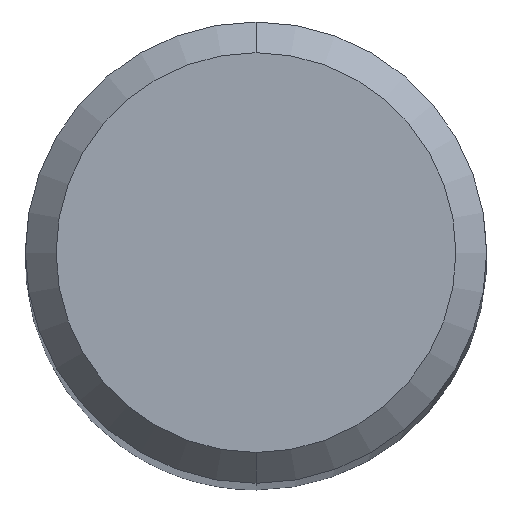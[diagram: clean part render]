
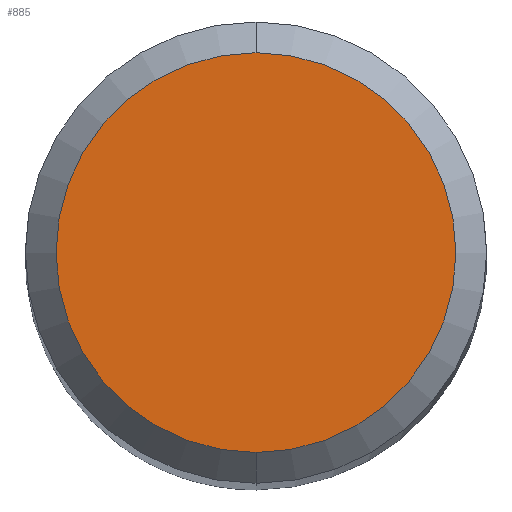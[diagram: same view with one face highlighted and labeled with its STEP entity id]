
A CAD part, top view. The second image highlights one B-rep face of the part: STEP entity #885.
In plain terms, the highlighted planar face has unit normal (0, 0, 1).
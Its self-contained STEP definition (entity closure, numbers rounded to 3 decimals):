
#593=VERTEX_POINT('',#1293);
#663=EDGE_CURVE('',#967,#593,#1370,.T.);
#755=EDGE_CURVE('',#593,#967,#1473,.T.);
#885=ADVANCED_FACE('',(#1613),#1614,.T.);
#967=VERTEX_POINT('',#1704);
#1293=CARTESIAN_POINT('',(0.,-2.6,0.0));
#1370=CIRCLE('',#4779,2.6);
#1473=CIRCLE('',#7057,2.6);
#1613=FACE_OUTER_BOUND('',#9615,.T.);
#1614=PLANE('',#9616);
#1704=CARTESIAN_POINT('',(0.0,2.6,0.0));
#4779=AXIS2_PLACEMENT_3D('',#12016,#12017,#12018);
#7057=AXIS2_PLACEMENT_3D('',#12137,#12138,#12139);
#9615=EDGE_LOOP('',(#12284,#12285));
#9616=AXIS2_PLACEMENT_3D('',#12286,#12287,#12288);
#12016=CARTESIAN_POINT('',(0.0,0.0,0.0));
#12017=DIRECTION('',(0.0,0.0,-1.0));
#12018=DIRECTION('',(0.0,1.0,0.0));
#12137=CARTESIAN_POINT('',(0.0,0.0,0.0));
#12138=DIRECTION('',(0.0,0.0,-1.0));
#12139=DIRECTION('',(0.0,1.0,0.0));
#12284=ORIENTED_EDGE('',*,*,#663,.F.);
#12285=ORIENTED_EDGE('',*,*,#755,.F.);
#12286=CARTESIAN_POINT('',(0.0,1.3,0.0));
#12287=DIRECTION('',(-0.0,0.0,1.0));
#12288=DIRECTION('',(0.0,-1.0,0.0));
